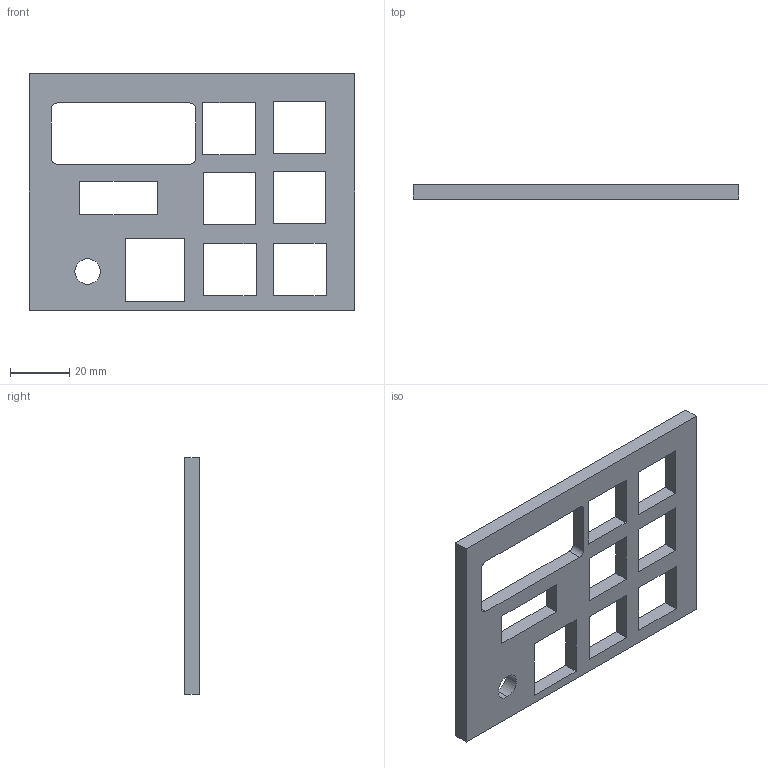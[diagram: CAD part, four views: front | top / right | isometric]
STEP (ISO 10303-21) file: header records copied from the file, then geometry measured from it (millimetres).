
FILE_DESCRIPTION (( 'STEP AP214' ), '1' );
FILE_NAME ('TOP.STEP', '2025-12-29T16:18:08', ( '' ), ( '' ), 'SwSTEP 2.0', 'SolidWorks 2023', '' );
FILE_SCHEMA (( 'AUTOMOTIVE_DESIGN' ));
Length unit declared in the file: millimetre
Products named in the file (1): TOP
Bounding box: 110 x 5 x 80 mm (x, y, z)
Volume: 25669.3 mm3; surface area: 15891.6 mm2
Topology: 1 solids, 1 shells, 48 faces, 138 edges, 92 vertices
Faces by surface type: plane 42, cylinder 6
Entity records: 1617 total; most frequent: CARTESIAN_POINT 279, ORIENTED_EDGE 276, DIRECTION 248, EDGE_CURVE 138, LINE 126, VECTOR 126, VERTEX_POINT 92, EDGE_LOOP 68
